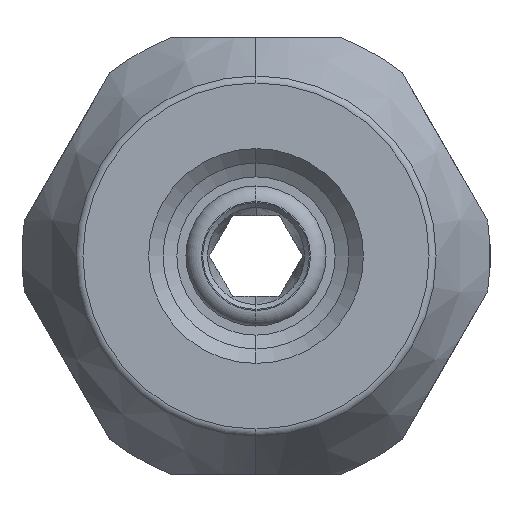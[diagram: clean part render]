
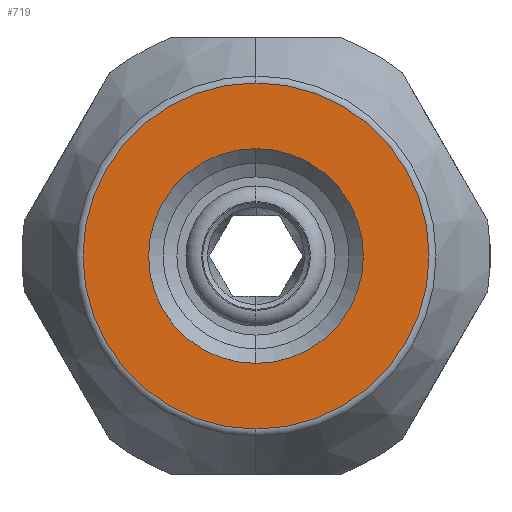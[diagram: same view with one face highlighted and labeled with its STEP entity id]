
A CAD part, left-side view. The second image highlights one B-rep face of the part: STEP entity #719.
In plain terms, the highlighted planar face has unit normal (-1, 0, 0).
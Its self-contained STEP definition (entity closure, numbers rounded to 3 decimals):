
#238 = CARTESIAN_POINT ( 'NONE',  ( 0., 0., 6.65 ) ) ;
#306 = AXIS2_PLACEMENT_3D ( 'NONE', #2657, #2656, #2655 ) ;
#612 = CARTESIAN_POINT ( 'NONE',  ( 0., 0., -6.65 ) ) ;
#639 = CARTESIAN_POINT ( 'NONE',  ( 0., 0., -10.711 ) ) ;
#669 = CARTESIAN_POINT ( 'NONE',  ( 0., 0., 10.711 ) ) ;
#719 = ADVANCED_FACE ( 'NONE', ( #4234, #4232 ), #3893, .T. ) ;
#899 = AXIS2_PLACEMENT_3D ( 'NONE', #3892, #3890, #3889 ) ;
#952 = ORIENTED_EDGE ( 'NONE', *, *, #4327, .F. ) ;
#953 = ORIENTED_EDGE ( 'NONE', *, *, #4384, .F. ) ;
#954 = ORIENTED_EDGE ( 'NONE', *, *, #3558, .T. ) ;
#955 = ORIENTED_EDGE ( 'NONE', *, *, #4413, .T. ) ;
#1105 = AXIS2_PLACEMENT_3D ( 'NONE', #2235, #2234, #2233 ) ;
#1120 = AXIS2_PLACEMENT_3D ( 'NONE', #2059, #2056, #2050 ) ;
#1149 = AXIS2_PLACEMENT_3D ( 'NONE', #1988, #1987, #1986 ) ;
#1986 = DIRECTION ( 'NONE',  ( 0., 0., -1. ) ) ;
#1987 = DIRECTION ( 'NONE',  ( 1., 0., 0. ) ) ;
#1988 = CARTESIAN_POINT ( 'NONE',  ( 0., 0., 0. ) ) ;
#2050 = DIRECTION ( 'NONE',  ( 0., 0., -1. ) ) ;
#2056 = DIRECTION ( 'NONE',  ( 1., 0., 0. ) ) ;
#2059 = CARTESIAN_POINT ( 'NONE',  ( 0., 0., 0. ) ) ;
#2233 = DIRECTION ( 'NONE',  ( 0., 0., -1. ) ) ;
#2234 = DIRECTION ( 'NONE',  ( 1., 0., 0. ) ) ;
#2235 = CARTESIAN_POINT ( 'NONE',  ( 0., 0., 0. ) ) ;
#2655 = DIRECTION ( 'NONE',  ( 0., 0., -1. ) ) ;
#2656 = DIRECTION ( 'NONE',  ( 1., 0., 0. ) ) ;
#2657 = CARTESIAN_POINT ( 'NONE',  ( 0., 0., 0. ) ) ;
#2924 = EDGE_LOOP ( 'NONE', ( #953, #952 ) ) ;
#2925 = EDGE_LOOP ( 'NONE', ( #955, #954 ) ) ;
#2997 = CIRCLE ( 'NONE', #1149, 6.65 ) ;
#3117 = CIRCLE ( 'NONE', #1105, 10.711 ) ;
#3148 = CIRCLE ( 'NONE', #1120, 10.711 ) ;
#3444 = CIRCLE ( 'NONE', #306, 6.65 ) ;
#3558 = EDGE_CURVE ( 'NONE', #4476, #4607, #3444, .T. ) ;
#3889 = DIRECTION ( 'NONE',  ( 0., 0., 1. ) ) ;
#3890 = DIRECTION ( 'NONE',  ( -1., 0., 0. ) ) ;
#3892 = CARTESIAN_POINT ( 'NONE',  ( 0., 6.65, 0. ) ) ;
#3893 = PLANE ( 'NONE',  #899 ) ;
#4232 = FACE_OUTER_BOUND ( 'NONE', #2924, .T. ) ;
#4234 = FACE_BOUND ( 'NONE', #2925, .T. ) ;
#4327 = EDGE_CURVE ( 'NONE', #4510, #4521, #3117, .T. ) ;
#4384 = EDGE_CURVE ( 'NONE', #4521, #4510, #3148, .T. ) ;
#4413 = EDGE_CURVE ( 'NONE', #4607, #4476, #2997, .T. ) ;
#4476 = VERTEX_POINT ( 'NONE', #612 ) ;
#4510 = VERTEX_POINT ( 'NONE', #669 ) ;
#4521 = VERTEX_POINT ( 'NONE', #639 ) ;
#4607 = VERTEX_POINT ( 'NONE', #238 ) ;
